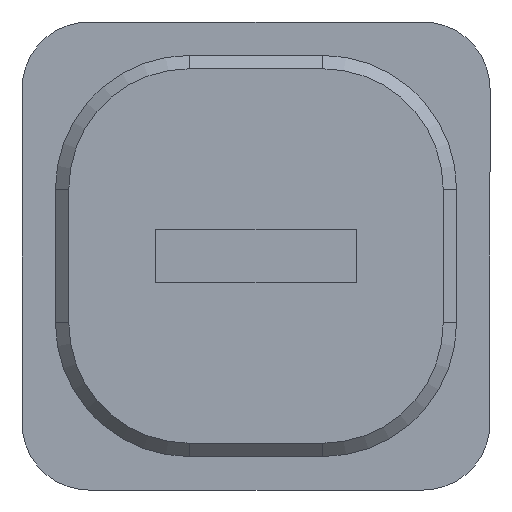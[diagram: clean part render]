
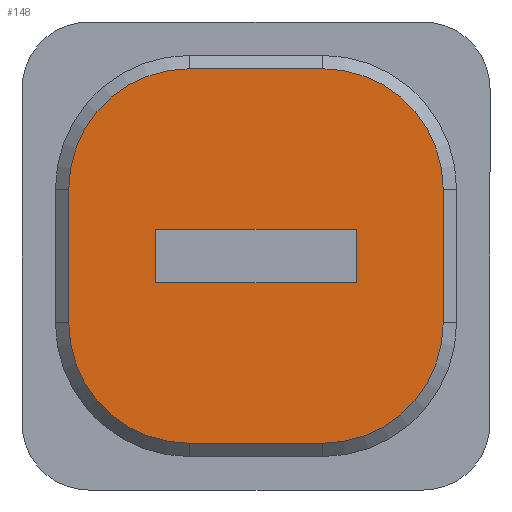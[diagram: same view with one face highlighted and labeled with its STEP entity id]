
A CAD part, front view. The second image highlights one B-rep face of the part: STEP entity #148.
In plain terms, the highlighted planar face has unit normal (0, -1, 0).
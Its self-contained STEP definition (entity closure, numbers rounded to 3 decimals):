
#20 = ORIENTED_EDGE ( 'NONE', *, *, #109, .T. ) ;
#21 = DIRECTION ( 'NONE',  ( 0., -1., 0. ) ) ;
#31 = CARTESIAN_POINT ( 'NONE',  ( 4., 0., -5.8 ) ) ;
#32 = CARTESIAN_POINT ( 'NONE',  ( 2., 0., -2. ) ) ;
#34 = LINE ( 'NONE', #638, #809 ) ;
#43 = VERTEX_POINT ( 'NONE', #914 ) ;
#47 = FACE_BOUND ( 'NONE', #116, .T. ) ;
#52 = LINE ( 'NONE', #745, #89 ) ;
#56 = CARTESIAN_POINT ( 'NONE',  ( 2., 0., -0.2 ) ) ;
#60 = ORIENTED_EDGE ( 'NONE', *, *, #158, .F. ) ;
#78 = CARTESIAN_POINT ( 'NONE',  ( 4., 0., -2. ) ) ;
#89 = VECTOR ( 'NONE', #515, 1000. ) ;
#100 = DIRECTION ( 'NONE',  ( 0., -1., 0. ) ) ;
#105 = DIRECTION ( 'NONE',  ( 0., 0., -1. ) ) ;
#109 = EDGE_CURVE ( 'NONE', #855, #300, #34, .T. ) ;
#116 = EDGE_LOOP ( 'NONE', ( #430, #220, #696, #60 ) ) ;
#145 = CIRCLE ( 'NONE', #716, 1.8 ) ;
#146 = VERTEX_POINT ( 'NONE', #724 ) ;
#148 = ADVANCED_FACE ( 'NONE', ( #47, #621 ), #243, .T. ) ;
#155 = ORIENTED_EDGE ( 'NONE', *, *, #962, .T. ) ;
#158 = EDGE_CURVE ( 'NONE', #235, #307, #52, .T. ) ;
#159 = AXIS2_PLACEMENT_3D ( 'NONE', #32, #705, #105 ) ;
#163 = LINE ( 'NONE', #312, #302 ) ;
#173 = DIRECTION ( 'NONE',  ( 0., 0., -1. ) ) ;
#175 = LINE ( 'NONE', #575, #530 ) ;
#220 = ORIENTED_EDGE ( 'NONE', *, *, #292, .F. ) ;
#231 = DIRECTION ( 'NONE',  ( 0., -1., 0. ) ) ;
#234 = DIRECTION ( 'NONE',  ( 0., 0., 1. ) ) ;
#235 = VERTEX_POINT ( 'NONE', #878 ) ;
#242 = DIRECTION ( 'NONE',  ( 0., 0., -1. ) ) ;
#243 = PLANE ( 'NONE',  #288 ) ;
#248 = CARTESIAN_POINT ( 'NONE',  ( 0.2, 0., -2. ) ) ;
#259 = DIRECTION ( 'NONE',  ( 1., 0., 0. ) ) ;
#268 = CARTESIAN_POINT ( 'NONE',  ( 4., 0., -4. ) ) ;
#278 = EDGE_CURVE ( 'NONE', #731, #461, #163, .T. ) ;
#288 = AXIS2_PLACEMENT_3D ( 'NONE', #462, #494, #582 ) ;
#292 = EDGE_CURVE ( 'NONE', #43, #893, #175, .T. ) ;
#300 = VERTEX_POINT ( 'NONE', #31 ) ;
#302 = VECTOR ( 'NONE', #242, 1000. ) ;
#306 = ORIENTED_EDGE ( 'NONE', *, *, #624, .T. ) ;
#307 = VERTEX_POINT ( 'NONE', #933 ) ;
#311 = DIRECTION ( 'NONE',  ( 0., 0., 1. ) ) ;
#312 = CARTESIAN_POINT ( 'NONE',  ( 0.2, 0., -4. ) ) ;
#340 = DIRECTION ( 'NONE',  ( 0., 0., -1. ) ) ;
#376 = VERTEX_POINT ( 'NONE', #56 ) ;
#389 = VECTOR ( 'NONE', #728, 1000. ) ;
#396 = ORIENTED_EDGE ( 'NONE', *, *, #946, .T. ) ;
#406 = CIRCLE ( 'NONE', #159, 1.8 ) ;
#430 = ORIENTED_EDGE ( 'NONE', *, *, #824, .F. ) ;
#459 = ORIENTED_EDGE ( 'NONE', *, *, #278, .T. ) ;
#460 = CARTESIAN_POINT ( 'NONE',  ( 5.8, 0., -2. ) ) ;
#461 = VERTEX_POINT ( 'NONE', #668 ) ;
#462 = CARTESIAN_POINT ( 'NONE',  ( 0., 0., 0. ) ) ;
#494 = DIRECTION ( 'NONE',  ( 0., -1., 0. ) ) ;
#515 = DIRECTION ( 'NONE',  ( 1., 0., 0. ) ) ;
#518 = VECTOR ( 'NONE', #311, 1000. ) ;
#526 = DIRECTION ( 'NONE',  ( 0., 0., -1. ) ) ;
#530 = VECTOR ( 'NONE', #851, 1000. ) ;
#535 = ORIENTED_EDGE ( 'NONE', *, *, #586, .T. ) ;
#539 = CARTESIAN_POINT ( 'NONE',  ( 2., 0., -4. ) ) ;
#550 = CARTESIAN_POINT ( 'NONE',  ( 5.8, 0., -2. ) ) ;
#564 = CARTESIAN_POINT ( 'NONE',  ( 4., 0., -0.2 ) ) ;
#571 = EDGE_CURVE ( 'NONE', #307, #43, #902, .T. ) ;
#573 = LINE ( 'NONE', #872, #821 ) ;
#575 = CARTESIAN_POINT ( 'NONE',  ( 1.5, 0., -2.6 ) ) ;
#582 = DIRECTION ( 'NONE',  ( 0., 0., -1. ) ) ;
#586 = EDGE_CURVE ( 'NONE', #905, #776, #736, .T. ) ;
#590 = CIRCLE ( 'NONE', #752, 1.8 ) ;
#597 = ORIENTED_EDGE ( 'NONE', *, *, #663, .T. ) ;
#621 = FACE_OUTER_BOUND ( 'NONE', #758, .T. ) ;
#624 = EDGE_CURVE ( 'NONE', #146, #905, #772, .T. ) ;
#637 = CARTESIAN_POINT ( 'NONE',  ( 1.5, 0., -2.6 ) ) ;
#638 = CARTESIAN_POINT ( 'NONE',  ( 4., 0., -5.8 ) ) ;
#663 = EDGE_CURVE ( 'NONE', #461, #855, #145, .T. ) ;
#668 = CARTESIAN_POINT ( 'NONE',  ( 0.2, 0., -4. ) ) ;
#696 = ORIENTED_EDGE ( 'NONE', *, *, #571, .F. ) ;
#697 = DIRECTION ( 'NONE',  ( 0., 0., -1. ) ) ;
#705 = DIRECTION ( 'NONE',  ( 0., -1., 0. ) ) ;
#716 = AXIS2_PLACEMENT_3D ( 'NONE', #539, #231, #526 ) ;
#724 = CARTESIAN_POINT ( 'NONE',  ( 5.8, 0., -4. ) ) ;
#728 = DIRECTION ( 'NONE',  ( -1., 0., 0. ) ) ;
#731 = VERTEX_POINT ( 'NONE', #248 ) ;
#736 = CIRCLE ( 'NONE', #883, 1.8 ) ;
#738 = CARTESIAN_POINT ( 'NONE',  ( 2., 0., -5.8 ) ) ;
#745 = CARTESIAN_POINT ( 'NONE',  ( 1.5, 0., -3.4 ) ) ;
#752 = AXIS2_PLACEMENT_3D ( 'NONE', #268, #100, #340 ) ;
#758 = EDGE_LOOP ( 'NONE', ( #597, #20, #861, #306, #535, #396, #155, #459 ) ) ;
#763 = VECTOR ( 'NONE', #234, 1000. ) ;
#772 = LINE ( 'NONE', #460, #763 ) ;
#776 = VERTEX_POINT ( 'NONE', #564 ) ;
#783 = LINE ( 'NONE', #788, #389 ) ;
#788 = CARTESIAN_POINT ( 'NONE',  ( 2., 0., -0.2 ) ) ;
#809 = VECTOR ( 'NONE', #259, 1000. ) ;
#821 = VECTOR ( 'NONE', #173, 1000. ) ;
#824 = EDGE_CURVE ( 'NONE', #893, #235, #573, .T. ) ;
#851 = DIRECTION ( 'NONE',  ( -1., 0., 0. ) ) ;
#855 = VERTEX_POINT ( 'NONE', #738 ) ;
#861 = ORIENTED_EDGE ( 'NONE', *, *, #951, .T. ) ;
#872 = CARTESIAN_POINT ( 'NONE',  ( 1.5, 0., -2.6 ) ) ;
#878 = CARTESIAN_POINT ( 'NONE',  ( 1.5, 0., -3.4 ) ) ;
#883 = AXIS2_PLACEMENT_3D ( 'NONE', #78, #21, #697 ) ;
#893 = VERTEX_POINT ( 'NONE', #637 ) ;
#902 = LINE ( 'NONE', #915, #518 ) ;
#905 = VERTEX_POINT ( 'NONE', #550 ) ;
#914 = CARTESIAN_POINT ( 'NONE',  ( 4.5, 0., -2.6 ) ) ;
#915 = CARTESIAN_POINT ( 'NONE',  ( 4.5, 0., -2.6 ) ) ;
#933 = CARTESIAN_POINT ( 'NONE',  ( 4.5, 0., -3.4 ) ) ;
#946 = EDGE_CURVE ( 'NONE', #776, #376, #783, .T. ) ;
#951 = EDGE_CURVE ( 'NONE', #300, #146, #590, .T. ) ;
#962 = EDGE_CURVE ( 'NONE', #376, #731, #406, .T. ) ;
